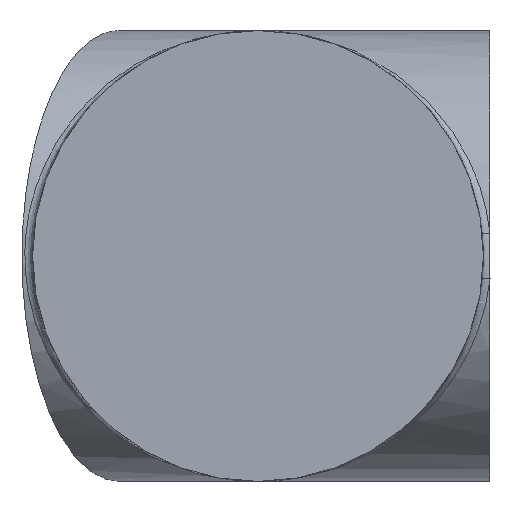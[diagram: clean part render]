
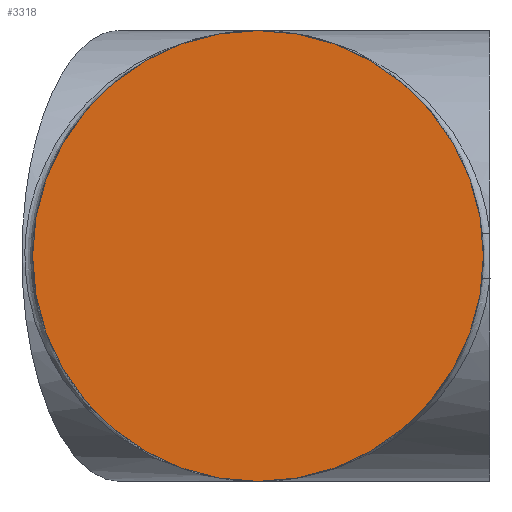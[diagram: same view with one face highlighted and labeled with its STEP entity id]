
A CAD part, front view. The second image highlights one B-rep face of the part: STEP entity #3318.
In plain terms, the highlighted planar face has unit normal (0, -1, 0).
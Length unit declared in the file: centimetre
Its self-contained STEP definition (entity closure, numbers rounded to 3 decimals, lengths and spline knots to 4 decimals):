
#468 = DIRECTION ( 'NONE',  ( -1., 0., 0. ) ) ;
#1232 = VERTEX_POINT ( 'NONE', #13500 ) ;
#1576 = CARTESIAN_POINT ( 'NONE',  ( 0., -6.63, 0. ) ) ;
#2422 = DIRECTION ( 'NONE',  ( -1., 0., 0. ) ) ;
#3318 = ADVANCED_FACE ( 'NONE', ( #19415 ), #13555, .T. ) ;
#3728 = ORIENTED_EDGE ( 'NONE', *, *, #6200, .F. ) ;
#4177 = CARTESIAN_POINT ( 'NONE',  ( 0., -6.63, 0. ) ) ;
#6004 = CARTESIAN_POINT ( 'NONE',  ( 0., -6.63, -5.8 ) ) ;
#6200 = EDGE_CURVE ( 'NONE', #23978, #14289, #14775, .T. ) ;
#7686 = CARTESIAN_POINT ( 'NONE',  ( 0., -6.63, 0. ) ) ;
#7757 = AXIS2_PLACEMENT_3D ( 'NONE', #1576, #11487, #2422 ) ;
#8283 = EDGE_CURVE ( 'NONE', #14289, #1232, #21813, .T. ) ;
#8716 = CIRCLE ( 'NONE', #21603, 5.8 ) ;
#9241 = AXIS2_PLACEMENT_3D ( 'NONE', #21004, #19165, #18932 ) ;
#9827 = EDGE_CURVE ( 'NONE', #1232, #23978, #8716, .T. ) ;
#11487 = DIRECTION ( 'NONE',  ( 0., 1., 0. ) ) ;
#13488 = DIRECTION ( 'NONE',  ( -1., 0., 0. ) ) ;
#13500 = CARTESIAN_POINT ( 'NONE',  ( -5.8, -6.63, 0. ) ) ;
#13555 = PLANE ( 'NONE',  #9241 ) ;
#14289 = VERTEX_POINT ( 'NONE', #6004 ) ;
#14775 = CIRCLE ( 'NONE', #22982, 5.8 ) ;
#16317 = ORIENTED_EDGE ( 'NONE', *, *, #9827, .F. ) ;
#18932 = DIRECTION ( 'NONE',  ( 1., 0., 0. ) ) ;
#19103 = DIRECTION ( 'NONE',  ( 0., 1., 0. ) ) ;
#19165 = DIRECTION ( 'NONE',  ( 0., -1., 0. ) ) ;
#19415 = FACE_OUTER_BOUND ( 'NONE', #21303, .T. ) ;
#20274 = CARTESIAN_POINT ( 'NONE',  ( 0., -6.63, 5.8 ) ) ;
#21004 = CARTESIAN_POINT ( 'NONE',  ( 0., -6.63, 0. ) ) ;
#21081 = ORIENTED_EDGE ( 'NONE', *, *, #8283, .F. ) ;
#21303 = EDGE_LOOP ( 'NONE', ( #21081, #3728, #16317 ) ) ;
#21603 = AXIS2_PLACEMENT_3D ( 'NONE', #7686, #24207, #468 ) ;
#21813 = CIRCLE ( 'NONE', #7757, 5.8 ) ;
#22982 = AXIS2_PLACEMENT_3D ( 'NONE', #4177, #19103, #13488 ) ;
#23978 = VERTEX_POINT ( 'NONE', #20274 ) ;
#24207 = DIRECTION ( 'NONE',  ( 0., 1., 0. ) ) ;
